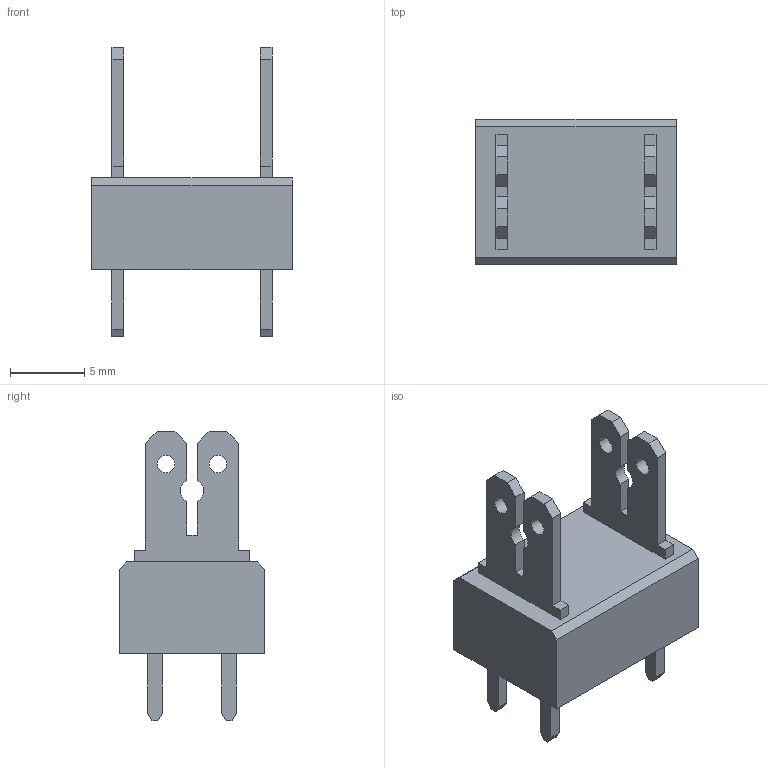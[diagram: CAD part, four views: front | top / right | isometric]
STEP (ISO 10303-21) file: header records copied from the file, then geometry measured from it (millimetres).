
FILE_DESCRIPTION((''),'2;1');
FILE_NAME('WECO_900-S-10-02.stp','2011-03-28T15:55:59',(''),(''),'Mechanical Desktop 2011','Mechanical Desktop 2011',', , ');
FILE_SCHEMA(('AUTOMOTIVE_DESIGN { 1 2 10303 214 1 1 1 1 }'));
Length unit declared in the file: millimetre
Products named in the file (1): Product
Bounding box: 13.5 x 9.8 x 19.5 mm (x, y, z)
Volume: 906.4 mm3; surface area: 888.5 mm2
Topology: 7 solids, 7 shells, 92 faces, 234 edges, 156 vertices
Faces by surface type: plane 80, cylinder 12
Entity records: 2804 total; most frequent: CARTESIAN_POINT 483, ORIENTED_EDGE 468, DIRECTION 444, EDGE_CURVE 234, VECTOR 210, LINE 210, VERTEX_POINT 156, AXIS2_PLACEMENT_3D 117
